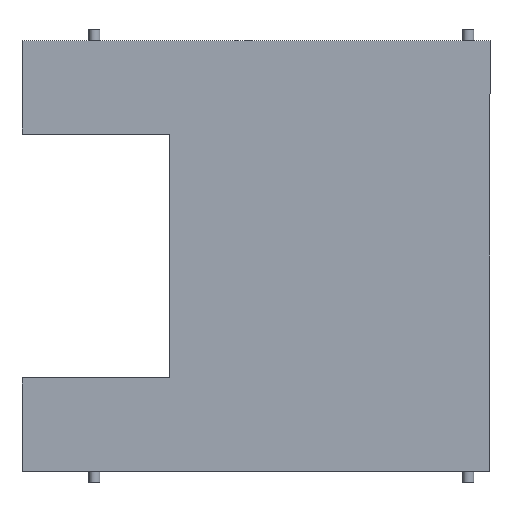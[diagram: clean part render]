
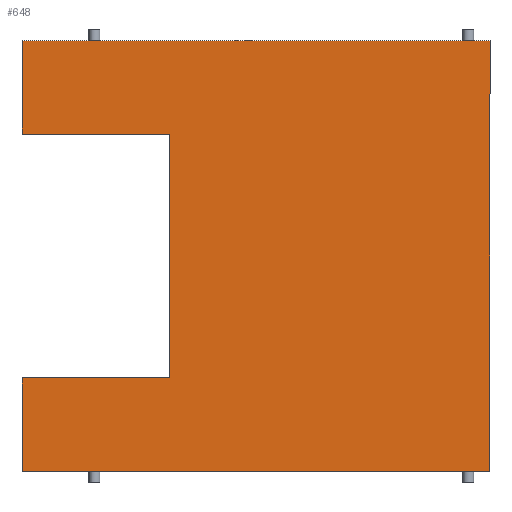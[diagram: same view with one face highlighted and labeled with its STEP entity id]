
A CAD part, front view. The second image highlights one B-rep face of the part: STEP entity #648.
In plain terms, the highlighted planar face has unit normal (0, -1, 0).
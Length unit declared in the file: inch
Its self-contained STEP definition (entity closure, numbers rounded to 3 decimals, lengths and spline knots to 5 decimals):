
#2 = VERTEX_POINT ( 'NONE', #379 ) ;
#4 = EDGE_CURVE ( 'NONE', #2, #584, #102, .T. ) ;
#7 = CARTESIAN_POINT ( 'NONE',  ( -10.55, 0., 2.1 ) ) ;
#13 = DIRECTION ( 'NONE',  ( -1., 0., 0. ) ) ;
#17 = CARTESIAN_POINT ( 'NONE',  ( -10.55, 0., 0. ) ) ;
#30 = CARTESIAN_POINT ( 'NONE',  ( -10.55, 0., 7.6 ) ) ;
#51 = CARTESIAN_POINT ( 'NONE',  ( 0., 0., 0. ) ) ;
#61 = DIRECTION ( 'NONE',  ( 0., 0., 1. ) ) ;
#68 = VECTOR ( 'NONE', #666, 39.37008 ) ;
#74 = CARTESIAN_POINT ( 'NONE',  ( 0., 0., 0. ) ) ;
#87 = VECTOR ( 'NONE', #13, 39.37008 ) ;
#90 = ORIENTED_EDGE ( 'NONE', *, *, #327, .F. ) ;
#96 = ORIENTED_EDGE ( 'NONE', *, *, #659, .T. ) ;
#102 = LINE ( 'NONE', #306, #649 ) ;
#138 = VERTEX_POINT ( 'NONE', #518 ) ;
#143 = VECTOR ( 'NONE', #61, 39.37008 ) ;
#149 = CARTESIAN_POINT ( 'NONE',  ( 0., 0., 9.7 ) ) ;
#156 = PLANE ( 'NONE',  #271 ) ;
#162 = DIRECTION ( 'NONE',  ( -1., 0., 0. ) ) ;
#178 = VECTOR ( 'NONE', #198, 39.37008 ) ;
#185 = LINE ( 'NONE', #350, #68 ) ;
#198 = DIRECTION ( 'NONE',  ( 0., 0., 1. ) ) ;
#199 = EDGE_LOOP ( 'NONE', ( #604, #681, #90, #373, #96, #611, #465, #303 ) ) ;
#204 = VECTOR ( 'NONE', #162, 39.37008 ) ;
#213 = LINE ( 'NONE', #386, #143 ) ;
#216 = VECTOR ( 'NONE', #338, 39.37008 ) ;
#229 = EDGE_CURVE ( 'NONE', #2, #430, #606, .T. ) ;
#237 = CARTESIAN_POINT ( 'NONE',  ( 0., 0., 0. ) ) ;
#271 = AXIS2_PLACEMENT_3D ( 'NONE', #51, #634, #363 ) ;
#287 = CARTESIAN_POINT ( 'NONE',  ( -10.55, 0., 9.7 ) ) ;
#303 = ORIENTED_EDGE ( 'NONE', *, *, #229, .T. ) ;
#306 = CARTESIAN_POINT ( 'NONE',  ( -10.55, 0., 0. ) ) ;
#327 = EDGE_CURVE ( 'NONE', #336, #687, #541, .T. ) ;
#336 = VERTEX_POINT ( 'NONE', #17 ) ;
#337 = EDGE_CURVE ( 'NONE', #356, #336, #498, .T. ) ;
#338 = DIRECTION ( 'NONE',  ( 0., 0., -1. ) ) ;
#350 = CARTESIAN_POINT ( 'NONE',  ( -10.55, 0., 2.1 ) ) ;
#356 = VERTEX_POINT ( 'NONE', #237 ) ;
#363 = DIRECTION ( 'NONE',  ( 0., 0., 1. ) ) ;
#372 = CARTESIAN_POINT ( 'NONE',  ( -7.23, 0., 2.1 ) ) ;
#373 = ORIENTED_EDGE ( 'NONE', *, *, #337, .F. ) ;
#379 = CARTESIAN_POINT ( 'NONE',  ( -10.55, 0., 7.6 ) ) ;
#386 = CARTESIAN_POINT ( 'NONE',  ( 0., 0., 0. ) ) ;
#430 = VERTEX_POINT ( 'NONE', #471 ) ;
#465 = ORIENTED_EDGE ( 'NONE', *, *, #4, .F. ) ;
#471 = CARTESIAN_POINT ( 'NONE',  ( -7.23, 0., 7.6 ) ) ;
#477 = LINE ( 'NONE', #372, #216 ) ;
#481 = LINE ( 'NONE', #691, #204 ) ;
#498 = LINE ( 'NONE', #74, #87 ) ;
#518 = CARTESIAN_POINT ( 'NONE',  ( -7.23, 0., 2.1 ) ) ;
#525 = DIRECTION ( 'NONE',  ( 0., 0., 1. ) ) ;
#529 = EDGE_CURVE ( 'NONE', #630, #584, #481, .T. ) ;
#541 = LINE ( 'NONE', #609, #178 ) ;
#578 = VECTOR ( 'NONE', #613, 39.37008 ) ;
#584 = VERTEX_POINT ( 'NONE', #287 ) ;
#604 = ORIENTED_EDGE ( 'NONE', *, *, #653, .T. ) ;
#606 = LINE ( 'NONE', #30, #578 ) ;
#609 = CARTESIAN_POINT ( 'NONE',  ( -10.55, 0., 0. ) ) ;
#611 = ORIENTED_EDGE ( 'NONE', *, *, #529, .T. ) ;
#613 = DIRECTION ( 'NONE',  ( 1., 0., 0. ) ) ;
#614 = EDGE_CURVE ( 'NONE', #138, #687, #185, .T. ) ;
#630 = VERTEX_POINT ( 'NONE', #149 ) ;
#634 = DIRECTION ( 'NONE',  ( 0., 1., 0. ) ) ;
#638 = FACE_OUTER_BOUND ( 'NONE', #199, .T. ) ;
#648 = ADVANCED_FACE ( 'NONE', ( #638 ), #156, .F. ) ;
#649 = VECTOR ( 'NONE', #525, 39.37008 ) ;
#653 = EDGE_CURVE ( 'NONE', #430, #138, #477, .T. ) ;
#659 = EDGE_CURVE ( 'NONE', #356, #630, #213, .T. ) ;
#666 = DIRECTION ( 'NONE',  ( -1., 0., 0. ) ) ;
#681 = ORIENTED_EDGE ( 'NONE', *, *, #614, .T. ) ;
#687 = VERTEX_POINT ( 'NONE', #7 ) ;
#691 = CARTESIAN_POINT ( 'NONE',  ( 0., 0., 9.7 ) ) ;
